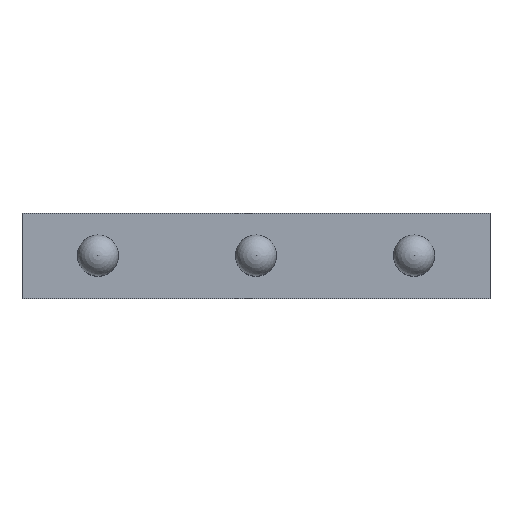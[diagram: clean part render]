
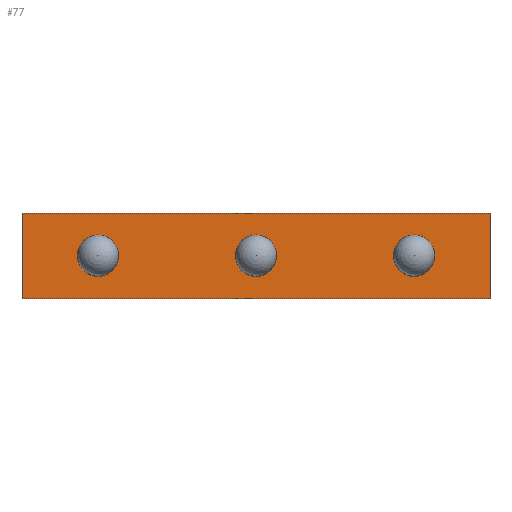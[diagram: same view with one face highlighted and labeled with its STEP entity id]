
A CAD part, top view. The second image highlights one B-rep face of the part: STEP entity #77.
In plain terms, the highlighted planar face has unit normal (0, 0, 1).
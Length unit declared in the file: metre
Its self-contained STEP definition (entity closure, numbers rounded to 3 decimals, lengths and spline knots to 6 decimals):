
#77 = ADVANCED_FACE( '', ( #166, #167, #168, #169 ), #170, .T. );
#166 = FACE_BOUND( '', #254, .T. );
#167 = FACE_BOUND( '', #255, .T. );
#168 = FACE_BOUND( '', #256, .T. );
#169 = FACE_OUTER_BOUND( '', #257, .T. );
#170 = PLANE( '', #258 );
#254 = EDGE_LOOP( '', ( #380 ) );
#255 = EDGE_LOOP( '', ( #381 ) );
#256 = EDGE_LOOP( '', ( #382 ) );
#257 = EDGE_LOOP( '', ( #383, #384, #385, #386 ) );
#258 = AXIS2_PLACEMENT_3D( '', #387, #388, #389 );
#380 = ORIENTED_EDGE( '', *, *, #451, .T. );
#381 = ORIENTED_EDGE( '', *, *, #423, .T. );
#382 = ORIENTED_EDGE( '', *, *, #459, .T. );
#383 = ORIENTED_EDGE( '', *, *, #454, .F. );
#384 = ORIENTED_EDGE( '', *, *, #443, .F. );
#385 = ORIENTED_EDGE( '', *, *, #460, .F. );
#386 = ORIENTED_EDGE( '', *, *, #437, .F. );
#387 = CARTESIAN_POINT( '', ( -0.00314, -0.001485, 0.0018 ) );
#388 = DIRECTION( '', ( 0., 0., 1. ) );
#389 = DIRECTION( '', ( 1., 0., 0. ) );
#423 = EDGE_CURVE( '', #477, #477, #478, .F. );
#437 = EDGE_CURVE( '', #499, #500, #501, .T. );
#443 = EDGE_CURVE( '', #508, #509, #510, .T. );
#451 = EDGE_CURVE( '', #520, #520, #521, .F. );
#454 = EDGE_CURVE( '', #509, #499, #525, .T. );
#459 = EDGE_CURVE( '', #529, #529, #530, .F. );
#460 = EDGE_CURVE( '', #500, #508, #531, .T. );
#477 = VERTEX_POINT( '', #548 );
#478 = CIRCLE( '', #549, 0.00065 );
#499 = VERTEX_POINT( '', #574 );
#500 = VERTEX_POINT( '', #575 );
#501 = LINE( '', #576, #577 );
#508 = VERTEX_POINT( '', #586 );
#509 = VERTEX_POINT( '', #587 );
#510 = LINE( '', #588, #589 );
#520 = VERTEX_POINT( '', #601 );
#521 = CIRCLE( '', #602, 0.00065 );
#525 = LINE( '', #606, #607 );
#529 = VERTEX_POINT( '', #611 );
#530 = CIRCLE( '', #612, 0.00065 );
#531 = LINE( '', #613, #614 );
#548 = CARTESIAN_POINT( '', ( 0.00565, 0., 0.0018 ) );
#549 = AXIS2_PLACEMENT_3D( '', #631, #632, #633 );
#574 = CARTESIAN_POINT( '', ( -0.0024, 0.00135, 0.0018 ) );
#575 = CARTESIAN_POINT( '', ( 0.0124, 0.00135, 0.0018 ) );
#576 = CARTESIAN_POINT( '', ( 0.005, 0.00135, 0.0018 ) );
#577 = VECTOR( '', #650, 1. );
#586 = CARTESIAN_POINT( '', ( 0.0124, -0.00135, 0.0018 ) );
#587 = CARTESIAN_POINT( '', ( -0.0024, -0.00135, 0.0018 ) );
#588 = CARTESIAN_POINT( '', ( 0.005, -0.00135, 0.0018 ) );
#589 = VECTOR( '', #656, 1. );
#601 = CARTESIAN_POINT( '', ( 0.00065, 0., 0.0018 ) );
#602 = AXIS2_PLACEMENT_3D( '', #665, #666, #667 );
#606 = CARTESIAN_POINT( '', ( -0.0024, 0., 0.0018 ) );
#607 = VECTOR( '', #671, 1. );
#611 = CARTESIAN_POINT( '', ( 0.01065, 0., 0.0018 ) );
#612 = AXIS2_PLACEMENT_3D( '', #672, #673, #674 );
#613 = CARTESIAN_POINT( '', ( 0.0124, 0., 0.0018 ) );
#614 = VECTOR( '', #675, 1. );
#631 = CARTESIAN_POINT( '', ( 0.005, 0., 0.0018 ) );
#632 = DIRECTION( '', ( 0., 0., 1. ) );
#633 = DIRECTION( '', ( 1., 0., 0. ) );
#650 = DIRECTION( '', ( 1., 0., 0. ) );
#656 = DIRECTION( '', ( -1., 0., 0. ) );
#665 = CARTESIAN_POINT( '', ( 0., 0., 0.0018 ) );
#666 = DIRECTION( '', ( 0., 0., 1. ) );
#667 = DIRECTION( '', ( 1., 0., 0. ) );
#671 = DIRECTION( '', ( 0., 1., 0. ) );
#672 = CARTESIAN_POINT( '', ( 0.01, 0., 0.0018 ) );
#673 = DIRECTION( '', ( 0., 0., 1. ) );
#674 = DIRECTION( '', ( 1., 0., 0. ) );
#675 = DIRECTION( '', ( 0., -1., 0. ) );
